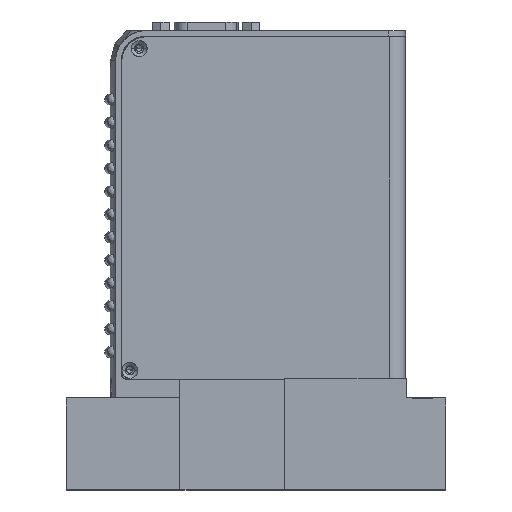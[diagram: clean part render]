
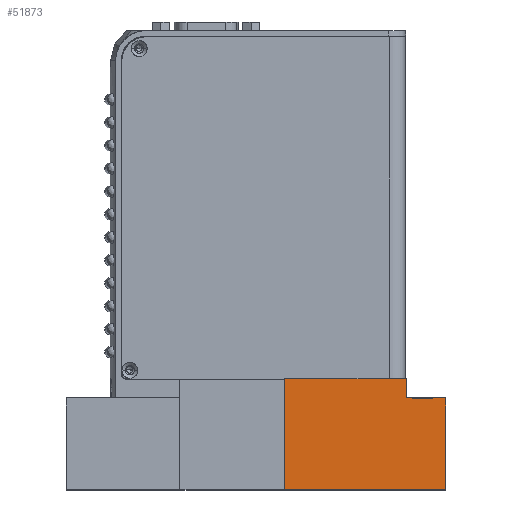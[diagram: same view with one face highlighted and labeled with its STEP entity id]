
A CAD part, top view. The second image highlights one B-rep face of the part: STEP entity #51873.
In plain terms, the highlighted planar face has unit normal (0, 0, -1).
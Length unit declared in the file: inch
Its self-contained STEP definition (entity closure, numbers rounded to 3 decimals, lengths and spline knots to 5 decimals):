
#175 = EDGE_CURVE ( 'NONE', #6889, #33777, #47336, .T. ) ;
#535 = LINE ( 'NONE', #45894, #10928 ) ;
#953 = EDGE_CURVE ( 'NONE', #35182, #34253, #15204, .T. ) ;
#1522 = CARTESIAN_POINT ( 'NONE',  ( 3.75218, -0.54409, 0.76949 ) ) ;
#2888 = CARTESIAN_POINT ( 'NONE',  ( 3.60784, 0.66291, 0.76949 ) ) ;
#3208 = DIRECTION ( 'NONE',  ( 0., 1., 0. ) ) ;
#4069 = CARTESIAN_POINT ( 'NONE',  ( 1.99818, 0.66291, 0.76949 ) ) ;
#4329 = DIRECTION ( 'NONE',  ( 1., 0., 0. ) ) ;
#4403 = EDGE_CURVE ( 'NONE', #36641, #6889, #34783, .T. ) ;
#5589 = CARTESIAN_POINT ( 'NONE',  ( 1.99818, 0.66291, 0.76949 ) ) ;
#5810 = VERTEX_POINT ( 'NONE', #27644 ) ;
#6286 = LINE ( 'NONE', #39959, #41248 ) ;
#6889 = VERTEX_POINT ( 'NONE', #45112 ) ;
#8938 = PLANE ( 'NONE',  #26068 ) ;
#9283 = ORIENTED_EDGE ( 'NONE', *, *, #27369, .T. ) ;
#9355 = DIRECTION ( 'NONE',  ( -1., 0., 0. ) ) ;
#10928 = VECTOR ( 'NONE', #43485, 39.37008 ) ;
#12624 = ORIENTED_EDGE ( 'NONE', *, *, #4403, .T. ) ;
#13360 = DIRECTION ( 'NONE',  ( 0., 0., -1. ) ) ;
#14072 = EDGE_LOOP ( 'NONE', ( #9283, #37769, #18093, #52022, #29338, #25224, #26004, #12624, #21714, #42194 ) ) ;
#15127 = DIRECTION ( 'NONE',  ( 0., -1., 0. ) ) ;
#15204 = LINE ( 'NONE', #21334, #47282 ) ;
#15262 = VECTOR ( 'NONE', #15127, 39.37008 ) ;
#15447 = CARTESIAN_POINT ( 'NONE',  ( 3.32218, 0.66291, 0.76949 ) ) ;
#15561 = CARTESIAN_POINT ( 'NONE',  ( 1.99818, 0.45591, 0.76949 ) ) ;
#17188 = CARTESIAN_POINT ( 'NONE',  ( 3.38852, 0.44591, 0.76949 ) ) ;
#17355 = VERTEX_POINT ( 'NONE', #17188 ) ;
#17790 = CARTESIAN_POINT ( 'NONE',  ( 1.99818, -0.54409, 0.76949 ) ) ;
#18093 = ORIENTED_EDGE ( 'NONE', *, *, #22693, .T. ) ;
#19964 = DIRECTION ( 'NONE',  ( 1., 0., 0. ) ) ;
#20005 = CARTESIAN_POINT ( 'NONE',  ( 1.99818, 0.45591, 0.76949 ) ) ;
#20999 = VECTOR ( 'NONE', #38230, 39.37008 ) ;
#21334 = CARTESIAN_POINT ( 'NONE',  ( 3.75218, 0.66291, 0.76949 ) ) ;
#21627 = CARTESIAN_POINT ( 'NONE',  ( 3.60784, 0.45591, 0.76949 ) ) ;
#21714 = ORIENTED_EDGE ( 'NONE', *, *, #175, .T. ) ;
#21826 = CARTESIAN_POINT ( 'NONE',  ( 1.99818, 0.66291, 0.76949 ) ) ;
#21845 = VECTOR ( 'NONE', #46289, 39.37008 ) ;
#21868 = CARTESIAN_POINT ( 'NONE',  ( 1.99818, 0.44591, 0.76949 ) ) ;
#22693 = EDGE_CURVE ( 'NONE', #37046, #26098, #34464, .T. ) ;
#23298 = LINE ( 'NONE', #21868, #45073 ) ;
#25224 = ORIENTED_EDGE ( 'NONE', *, *, #50832, .T. ) ;
#25456 = CARTESIAN_POINT ( 'NONE',  ( 1.99818, 0.66291, 0.76949 ) ) ;
#26004 = ORIENTED_EDGE ( 'NONE', *, *, #30860, .T. ) ;
#26068 = AXIS2_PLACEMENT_3D ( 'NONE', #21826, #13360, #43914 ) ;
#26098 = VERTEX_POINT ( 'NONE', #21627 ) ;
#26887 = VERTEX_POINT ( 'NONE', #17790 ) ;
#27369 = EDGE_CURVE ( 'NONE', #5810, #17355, #535, .T. ) ;
#27644 = CARTESIAN_POINT ( 'NONE',  ( 3.38852, 0.45591, 0.76949 ) ) ;
#29338 = ORIENTED_EDGE ( 'NONE', *, *, #953, .T. ) ;
#30860 = EDGE_CURVE ( 'NONE', #26887, #36641, #55762, .T. ) ;
#32500 = VECTOR ( 'NONE', #3208, 39.37008 ) ;
#33777 = VERTEX_POINT ( 'NONE', #40917 ) ;
#34253 = VERTEX_POINT ( 'NONE', #1522 ) ;
#34464 = LINE ( 'NONE', #2888, #32500 ) ;
#34783 = LINE ( 'NONE', #4069, #36135 ) ;
#34796 = LINE ( 'NONE', #20005, #21845 ) ;
#35182 = VERTEX_POINT ( 'NONE', #55680 ) ;
#36135 = VECTOR ( 'NONE', #4329, 39.37008 ) ;
#36641 = VERTEX_POINT ( 'NONE', #25456 ) ;
#37046 = VERTEX_POINT ( 'NONE', #48792 ) ;
#37405 = EDGE_CURVE ( 'NONE', #33777, #5810, #34796, .T. ) ;
#37676 = EDGE_CURVE ( 'NONE', #26098, #35182, #48363, .T. ) ;
#37769 = ORIENTED_EDGE ( 'NONE', *, *, #43014, .T. ) ;
#38206 = VECTOR ( 'NONE', #19964, 39.37008 ) ;
#38230 = DIRECTION ( 'NONE',  ( 0., 1., 0. ) ) ;
#39959 = CARTESIAN_POINT ( 'NONE',  ( 1.99818, -0.54409, 0.76949 ) ) ;
#40917 = CARTESIAN_POINT ( 'NONE',  ( 3.32218, 0.45591, 0.76949 ) ) ;
#41248 = VECTOR ( 'NONE', #9355, 39.37008 ) ;
#42194 = ORIENTED_EDGE ( 'NONE', *, *, #37405, .T. ) ;
#43014 = EDGE_CURVE ( 'NONE', #17355, #37046, #23298, .T. ) ;
#43485 = DIRECTION ( 'NONE',  ( 0., -1., 0. ) ) ;
#43914 = DIRECTION ( 'NONE',  ( -1., 0., 0. ) ) ;
#45073 = VECTOR ( 'NONE', #52893, 39.37008 ) ;
#45112 = CARTESIAN_POINT ( 'NONE',  ( 3.32218, 0.66291, 0.76949 ) ) ;
#45894 = CARTESIAN_POINT ( 'NONE',  ( 3.38852, 0.66291, 0.76949 ) ) ;
#45903 = FACE_OUTER_BOUND ( 'NONE', #14072, .T. ) ;
#46289 = DIRECTION ( 'NONE',  ( 1., 0., 0. ) ) ;
#47282 = VECTOR ( 'NONE', #51004, 39.37008 ) ;
#47336 = LINE ( 'NONE', #15447, #15262 ) ;
#48363 = LINE ( 'NONE', #15561, #38206 ) ;
#48792 = CARTESIAN_POINT ( 'NONE',  ( 3.60784, 0.44591, 0.76949 ) ) ;
#50832 = EDGE_CURVE ( 'NONE', #34253, #26887, #6286, .T. ) ;
#51004 = DIRECTION ( 'NONE',  ( 0., -1., 0. ) ) ;
#51873 = ADVANCED_FACE ( 'NONE', ( #45903 ), #8938, .T. ) ;
#52022 = ORIENTED_EDGE ( 'NONE', *, *, #37676, .T. ) ;
#52893 = DIRECTION ( 'NONE',  ( 1., 0., 0. ) ) ;
#55680 = CARTESIAN_POINT ( 'NONE',  ( 3.75218, 0.45591, 0.76949 ) ) ;
#55762 = LINE ( 'NONE', #5589, #20999 ) ;
